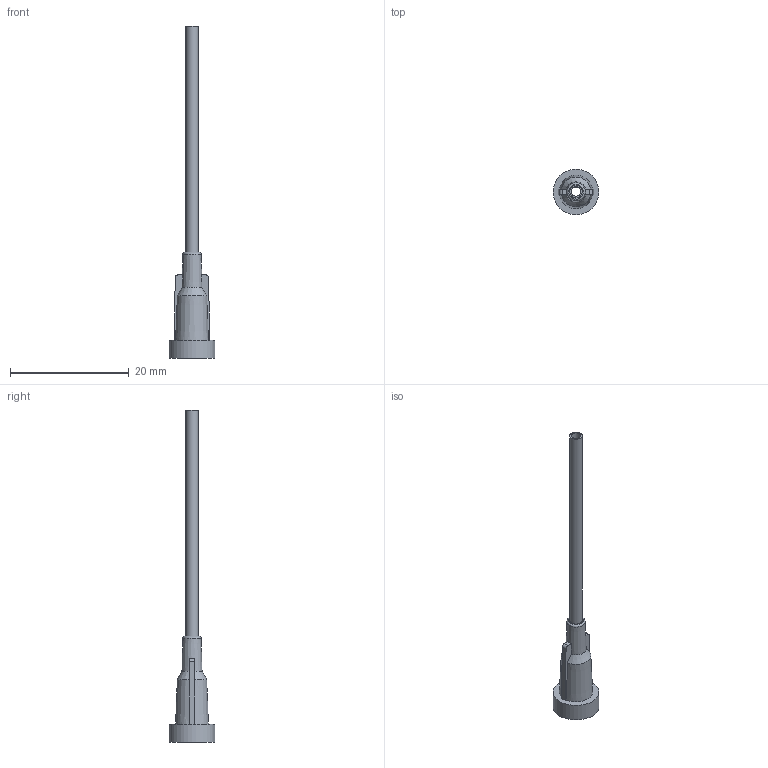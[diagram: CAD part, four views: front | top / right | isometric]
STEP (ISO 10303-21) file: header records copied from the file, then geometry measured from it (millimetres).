
FILE_DESCRIPTION(/* description */ ('Unknown','CAx-IF Rec.Pracs.---Representation and Presentation of Product Manufacturing Information (PMI)---4.0---2014-10-13','CAx-IF Rec.Pracs.---3D Tessellated Geometry---0.4---2014-09-14','2;1'),/* implementation_level */ '2;1');
FILE_NAME(/* name */ '508182_F560085E-1,5_Kunde',/* time_stamp */ '2022-11-23T14:28:04+01:00',/* author */ ('Unknown'),/* organization */ ('Unknown'),/* preprocessor_version */ 'ST-DEVELOPER v16.7',/* originating_system */ 'Solid Edge',/* authorisation */ 'Unknown');
FILE_SCHEMA (('AP242_MANAGED_MODEL_BASED_3D_ENGINEERING_MIM_LF { 1 0 10303 442 1 1 4 }'));
Length unit declared in the file: millimetre
Products named in the file (1): 508182_F560085E-1,5
Bounding box: 7.7 x 7.7 x 55.9 mm (x, y, z)
Volume: 286.4 mm3; surface area: 982 mm2
Topology: 1 solids, 1 shells, 27 faces, 65 edges, 43 vertices
Faces by surface type: plane 13, cone 7, cylinder 6, torus 1
Full cylindrical faces by diameter (mm): 1.6 x1, 2.1 x2, 7.7 x1
Entity records: 766 total; most frequent: CARTESIAN_POINT 158, DIRECTION 122, ORIENTED_EDGE 108, EDGE_CURVE 54, AXIS2_PLACEMENT_3D 52, VERTEX_POINT 40, EDGE_LOOP 40, FACE_BOUND 40
